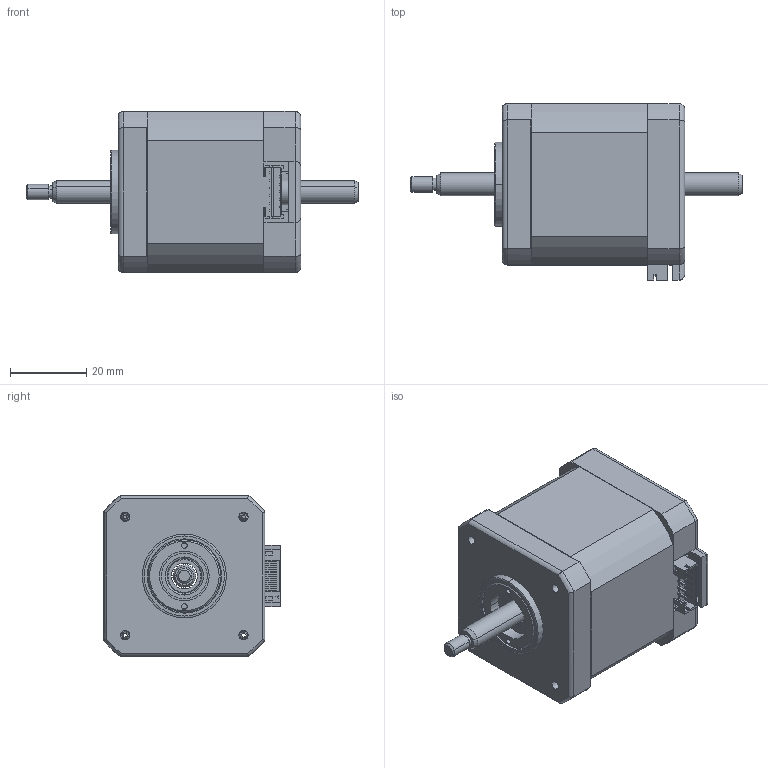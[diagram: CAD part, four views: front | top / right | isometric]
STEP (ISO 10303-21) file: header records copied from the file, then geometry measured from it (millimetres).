
FILE_DESCRIPTION (( 'STEP AP203' ), '1' );
FILE_NAME ('LN176S-E06063-80-S-100.STEP', '2019-04-14T09:53:45', ( 'Sky123.Org' ), ( 'Sky123.Org' ), 'SwSTEP 2.0', 'SolidWorks 2014', '' );
FILE_SCHEMA (( 'CONFIG_CONTROL_DESIGN' ));
Length unit declared in the file: millimetre
Products named in the file (1): LN176S-E06063-80-S-100
Bounding box: 87 x 46.2 x 42.2 mm (x, y, z)
Surface area: 18673.5 mm2 (no closed solid volume)
Topology: 0 solids, 17 shells, 308 faces, 967 edges, 674 vertices
Faces by surface type: plane 169, cylinder 70, cone 47, torus 14, sphere 8
Entity records: 11360 total; most frequent: CARTESIAN_POINT 2802, DIRECTION 1711, ORIENTED_EDGE 1672, EDGE_CURVE 967, VERTEX_POINT 674, LINE 577, VECTOR 577, AXIS2_PLACEMENT_3D 567
